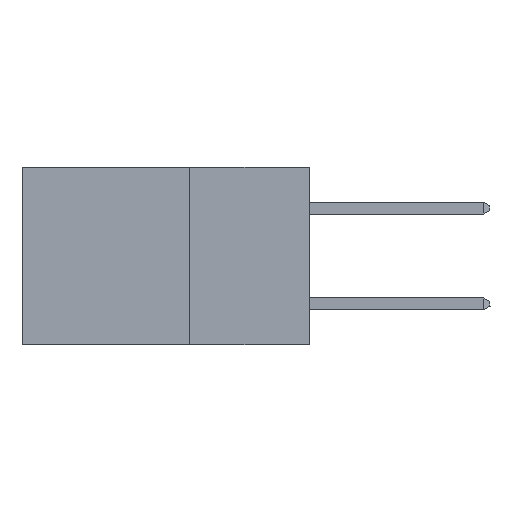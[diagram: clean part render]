
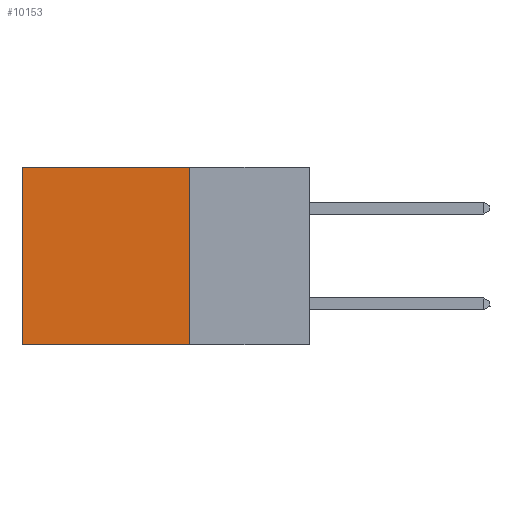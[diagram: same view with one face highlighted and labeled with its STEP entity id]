
A CAD part, left-side view. The second image highlights one B-rep face of the part: STEP entity #10153.
In plain terms, the highlighted planar face has unit normal (-1, 0, 0).
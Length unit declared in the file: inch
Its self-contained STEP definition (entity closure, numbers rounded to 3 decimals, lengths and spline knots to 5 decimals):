
#255 = DIRECTION ( 'NONE',  ( 1., 0., 0. ) ) ;
#494 = DIRECTION ( 'NONE',  ( 0., 0., -1. ) ) ;
#1599 = FACE_OUTER_BOUND ( 'NONE', #31481, .T. ) ;
#2337 = VERTEX_POINT ( 'NONE', #7179 ) ;
#2660 = CARTESIAN_POINT ( 'NONE',  ( 0.2875, 0.25, 0. ) ) ;
#4341 = ORIENTED_EDGE ( 'NONE', *, *, #30310, .T. ) ;
#5393 = LINE ( 'NONE', #6905, #23749 ) ;
#5472 = CARTESIAN_POINT ( 'NONE',  ( 0.2875, 0.25, 0. ) ) ;
#6905 = CARTESIAN_POINT ( 'NONE',  ( 0.2875, 0.25, 0. ) ) ;
#7179 = CARTESIAN_POINT ( 'NONE',  ( 0.2875, 0.6, 0. ) ) ;
#7660 = AXIS2_PLACEMENT_3D ( 'NONE', #5472, #255, #494 ) ;
#7662 = CARTESIAN_POINT ( 'NONE',  ( 0.2875, 0.25, -0.37 ) ) ;
#7732 = CARTESIAN_POINT ( 'NONE',  ( 0.2875, 0.6, -0.37 ) ) ;
#9226 = DIRECTION ( 'NONE',  ( 0., 0., -1. ) ) ;
#9841 = LINE ( 'NONE', #17151, #23412 ) ;
#10153 = ADVANCED_FACE ( 'NONE', ( #1599 ), #15891, .F. ) ;
#10514 = EDGE_CURVE ( 'NONE', #26436, #22195, #9841, .T. ) ;
#11871 = EDGE_CURVE ( 'NONE', #21405, #26436, #5393, .T. ) ;
#12726 = VECTOR ( 'NONE', #18243, 39.37008 ) ;
#15431 = CARTESIAN_POINT ( 'NONE',  ( 0.2875, 0.25, 0. ) ) ;
#15891 = PLANE ( 'NONE',  #7660 ) ;
#17118 = LINE ( 'NONE', #15431, #12726 ) ;
#17151 = CARTESIAN_POINT ( 'NONE',  ( 0.2875, 0.25, -0.37 ) ) ;
#18243 = DIRECTION ( 'NONE',  ( 0., 1., 0. ) ) ;
#19847 = LINE ( 'NONE', #24264, #25022 ) ;
#21405 = VERTEX_POINT ( 'NONE', #2660 ) ;
#22195 = VERTEX_POINT ( 'NONE', #7732 ) ;
#22717 = ORIENTED_EDGE ( 'NONE', *, *, #10514, .F. ) ;
#23412 = VECTOR ( 'NONE', #24851, 39.37008 ) ;
#23749 = VECTOR ( 'NONE', #9226, 39.37008 ) ;
#24264 = CARTESIAN_POINT ( 'NONE',  ( 0.2875, 0.6, 0. ) ) ;
#24851 = DIRECTION ( 'NONE',  ( 0., 1., 0. ) ) ;
#24911 = ORIENTED_EDGE ( 'NONE', *, *, #11871, .F. ) ;
#25022 = VECTOR ( 'NONE', #26694, 39.37008 ) ;
#25983 = EDGE_CURVE ( 'NONE', #2337, #22195, #19847, .T. ) ;
#26436 = VERTEX_POINT ( 'NONE', #7662 ) ;
#26694 = DIRECTION ( 'NONE',  ( 0., 0., -1. ) ) ;
#27893 = ORIENTED_EDGE ( 'NONE', *, *, #25983, .T. ) ;
#30310 = EDGE_CURVE ( 'NONE', #21405, #2337, #17118, .T. ) ;
#31481 = EDGE_LOOP ( 'NONE', ( #27893, #22717, #24911, #4341 ) ) ;
